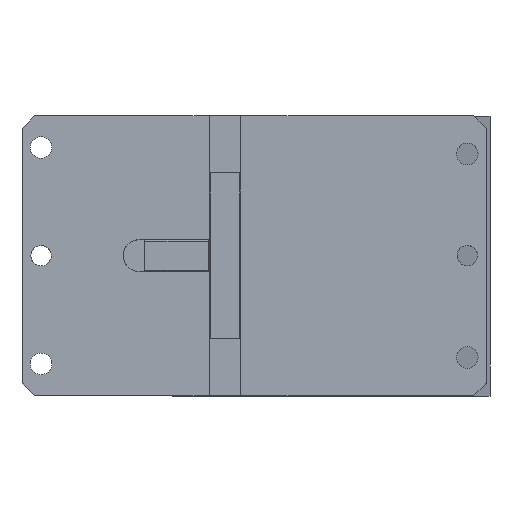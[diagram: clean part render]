
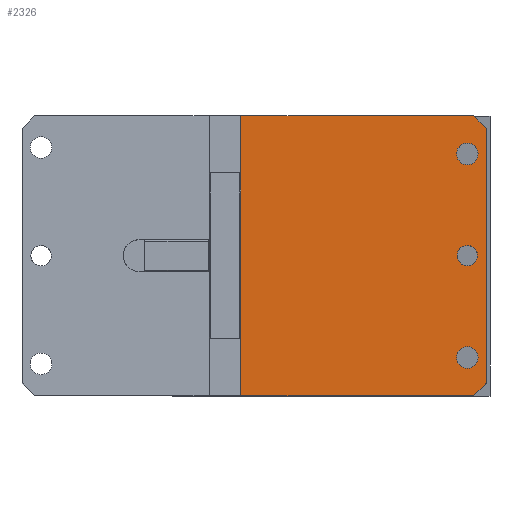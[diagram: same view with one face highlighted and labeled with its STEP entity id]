
A CAD part, top view. The second image highlights one B-rep face of the part: STEP entity #2326.
In plain terms, the highlighted planar face has unit normal (0, 0, 1).
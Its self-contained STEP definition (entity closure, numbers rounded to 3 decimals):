
#419=CARTESIAN_POINT('Axis2P3D Location',(-285.,-110.,265.)) ;
#934=CARTESIAN_POINT('Vertex',(-113.,110.,265.)) ;
#937=CARTESIAN_POINT('Line Origine',(-21.5,110.,265.)) ;
#941=CARTESIAN_POINT('Vertex',(70.,110.,265.)) ;
#1072=CARTESIAN_POINT('Vertex',(70.,-110.,265.)) ;
#1075=CARTESIAN_POINT('Line Origine',(-21.5,-110.,265.)) ;
#1079=CARTESIAN_POINT('Vertex',(-113.,-110.,265.)) ;
#2158=CARTESIAN_POINT('Vertex',(-113.,65.,265.)) ;
#2161=CARTESIAN_POINT('Line Origine',(-113.,87.5,265.)) ;
#2173=CARTESIAN_POINT('Line Origine',(-113.,64.4,265.)) ;
#2177=CARTESIAN_POINT('Vertex',(-113.,63.8,265.)) ;
#2180=CARTESIAN_POINT('Line Origine',(-113.,0.,265.)) ;
#2184=CARTESIAN_POINT('Vertex',(-113.,-63.8,265.)) ;
#2187=CARTESIAN_POINT('Line Origine',(-113.,-64.4,265.)) ;
#2191=CARTESIAN_POINT('Vertex',(-113.,-65.,265.)) ;
#2194=CARTESIAN_POINT('Line Origine',(-113.,-87.5,265.)) ;
#2199=CARTESIAN_POINT('Line Origine',(75.,-105.,265.)) ;
#2203=CARTESIAN_POINT('Vertex',(80.,-100.,265.)) ;
#2206=CARTESIAN_POINT('Line Origine',(80.,0.,265.)) ;
#2210=CARTESIAN_POINT('Vertex',(80.,100.,265.)) ;
#2213=CARTESIAN_POINT('Line Origine',(75.,105.,265.)) ;
#2231=CARTESIAN_POINT('Control Point',(65.,8.,265.)) ;
#2232=CARTESIAN_POINT('Control Point',(64.169,8.,265.)) ;
#2233=CARTESIAN_POINT('Control Point',(63.337,7.892,265.)) ;
#2234=CARTESIAN_POINT('Control Point',(62.525,7.676,265.)) ;
#2235=CARTESIAN_POINT('Control Point',(60.974,7.038,265.)) ;
#2236=CARTESIAN_POINT('Control Point',(59.638,6.025,265.)) ;
#2237=CARTESIAN_POINT('Control Point',(59.04,5.434,265.)) ;
#2238=CARTESIAN_POINT('Control Point',(58.011,4.11,265.)) ;
#2239=CARTESIAN_POINT('Control Point',(57.354,2.567,265.)) ;
#2240=CARTESIAN_POINT('Control Point',(57.128,1.757,265.)) ;
#2241=CARTESIAN_POINT('Control Point',(56.893,0.097,265.)) ;
#2242=CARTESIAN_POINT('Control Point',(57.089,-1.568,265.)) ;
#2243=CARTESIAN_POINT('Control Point',(57.295,-2.384,265.)) ;
#2244=CARTESIAN_POINT('Control Point',(57.915,-3.942,265.)) ;
#2245=CARTESIAN_POINT('Control Point',(58.912,-5.29,265.)) ;
#2246=CARTESIAN_POINT('Control Point',(59.496,-5.895,265.)) ;
#2247=CARTESIAN_POINT('Control Point',(60.807,-6.94,265.)) ;
#2248=CARTESIAN_POINT('Control Point',(62.342,-7.615,265.)) ;
#2249=CARTESIAN_POINT('Control Point',(63.149,-7.85,265.)) ;
#2250=CARTESIAN_POINT('Control Point',(64.016,-7.984,265.)) ;
#2251=CARTESIAN_POINT('Control Point',(64.885,-7.999,265.)) ;
#2252=CARTESIAN_POINT('Control Point',(64.924,-8.,265.)) ;
#2253=CARTESIAN_POINT('Control Point',(64.962,-8.,265.)) ;
#2254=CARTESIAN_POINT('Control Point',(65.,-8.,265.)) ;
#2255=CARTESIAN_POINT('Vertex',(65.,8.,265.)) ;
#2257=CARTESIAN_POINT('Vertex',(65.,-8.,265.)) ;
#2261=CARTESIAN_POINT('Control Point',(65.,-8.,265.)) ;
#2262=CARTESIAN_POINT('Control Point',(65.831,-8.,265.)) ;
#2263=CARTESIAN_POINT('Control Point',(66.663,-7.892,265.)) ;
#2264=CARTESIAN_POINT('Control Point',(67.475,-7.676,265.)) ;
#2265=CARTESIAN_POINT('Control Point',(69.026,-7.038,265.)) ;
#2266=CARTESIAN_POINT('Control Point',(70.362,-6.025,265.)) ;
#2267=CARTESIAN_POINT('Control Point',(70.96,-5.434,265.)) ;
#2268=CARTESIAN_POINT('Control Point',(71.989,-4.11,265.)) ;
#2269=CARTESIAN_POINT('Control Point',(72.646,-2.567,265.)) ;
#2270=CARTESIAN_POINT('Control Point',(72.872,-1.757,265.)) ;
#2271=CARTESIAN_POINT('Control Point',(73.107,-0.097,265.)) ;
#2272=CARTESIAN_POINT('Control Point',(72.911,1.568,265.)) ;
#2273=CARTESIAN_POINT('Control Point',(72.705,2.384,265.)) ;
#2274=CARTESIAN_POINT('Control Point',(72.085,3.942,265.)) ;
#2275=CARTESIAN_POINT('Control Point',(71.088,5.29,265.)) ;
#2276=CARTESIAN_POINT('Control Point',(70.504,5.895,265.)) ;
#2277=CARTESIAN_POINT('Control Point',(69.193,6.94,265.)) ;
#2278=CARTESIAN_POINT('Control Point',(67.658,7.615,265.)) ;
#2279=CARTESIAN_POINT('Control Point',(66.851,7.85,265.)) ;
#2280=CARTESIAN_POINT('Control Point',(65.984,7.984,265.)) ;
#2281=CARTESIAN_POINT('Control Point',(65.115,7.999,265.)) ;
#2282=CARTESIAN_POINT('Control Point',(65.076,8.,265.)) ;
#2283=CARTESIAN_POINT('Control Point',(65.038,8.,265.)) ;
#2284=CARTESIAN_POINT('Control Point',(65.,8.,265.)) ;
#2290=CARTESIAN_POINT('Axis2P3D Location',(65.,80.,265.)) ;
#2294=CARTESIAN_POINT('Vertex',(65.,88.5,265.)) ;
#2296=CARTESIAN_POINT('Vertex',(65.,71.5,265.)) ;
#2299=CARTESIAN_POINT('Axis2P3D Location',(65.,80.,265.)) ;
#2308=CARTESIAN_POINT('Axis2P3D Location',(65.,-80.,265.)) ;
#2312=CARTESIAN_POINT('Vertex',(65.,-71.5,265.)) ;
#2314=CARTESIAN_POINT('Vertex',(65.,-88.5,265.)) ;
#2317=CARTESIAN_POINT('Axis2P3D Location',(65.,-80.,265.)) ;
#420=DIRECTION('Axis2P3D Direction',(0.,0.,-1.)) ;
#421=DIRECTION('Axis2P3D XDirection',(0.,1.,0.)) ;
#938=DIRECTION('Vector Direction',(-1.,0.,0.)) ;
#1076=DIRECTION('Vector Direction',(-1.,0.,0.)) ;
#2162=DIRECTION('Vector Direction',(0.,1.,0.)) ;
#2174=DIRECTION('Vector Direction',(0.,1.,0.)) ;
#2181=DIRECTION('Vector Direction',(0.,1.,0.)) ;
#2188=DIRECTION('Vector Direction',(0.,1.,0.)) ;
#2195=DIRECTION('Vector Direction',(0.,1.,0.)) ;
#2200=DIRECTION('Vector Direction',(0.707,0.707,0.)) ;
#2207=DIRECTION('Vector Direction',(0.,1.,0.)) ;
#2214=DIRECTION('Vector Direction',(-0.707,0.707,0.)) ;
#2291=DIRECTION('Axis2P3D Direction',(0.,0.,-1.)) ;
#2300=DIRECTION('Axis2P3D Direction',(0.,0.,-1.)) ;
#2309=DIRECTION('Axis2P3D Direction',(0.,0.,-1.)) ;
#2318=DIRECTION('Axis2P3D Direction',(0.,0.,-1.)) ;
#422=AXIS2_PLACEMENT_3D('Plane Axis2P3D',#419,#420,#421) ;
#2292=AXIS2_PLACEMENT_3D('Circle Axis2P3D',#2290,#2291,$) ;
#2301=AXIS2_PLACEMENT_3D('Circle Axis2P3D',#2299,#2300,$) ;
#2310=AXIS2_PLACEMENT_3D('Circle Axis2P3D',#2308,#2309,$) ;
#2319=AXIS2_PLACEMENT_3D('Circle Axis2P3D',#2317,#2318,$) ;
#2219=ORIENTED_EDGE('',*,*,#943,.T.) ;
#2220=ORIENTED_EDGE('',*,*,#2165,.F.) ;
#2221=ORIENTED_EDGE('',*,*,#2179,.T.) ;
#2222=ORIENTED_EDGE('',*,*,#2186,.F.) ;
#2223=ORIENTED_EDGE('',*,*,#2193,.T.) ;
#2224=ORIENTED_EDGE('',*,*,#2198,.F.) ;
#2225=ORIENTED_EDGE('',*,*,#1081,.F.) ;
#2226=ORIENTED_EDGE('',*,*,#2205,.T.) ;
#2227=ORIENTED_EDGE('',*,*,#2212,.T.) ;
#2228=ORIENTED_EDGE('',*,*,#2217,.T.) ;
#2287=ORIENTED_EDGE('',*,*,#2259,.F.) ;
#2288=ORIENTED_EDGE('',*,*,#2285,.F.) ;
#2305=ORIENTED_EDGE('',*,*,#2298,.T.) ;
#2306=ORIENTED_EDGE('',*,*,#2303,.T.) ;
#2323=ORIENTED_EDGE('',*,*,#2316,.T.) ;
#2324=ORIENTED_EDGE('',*,*,#2321,.T.) ;
#2289=FACE_BOUND('',#2286,.T.) ;
#2307=FACE_BOUND('',#2304,.T.) ;
#2325=FACE_BOUND('',#2322,.T.) ;
#939=VECTOR('Line Direction',#938,1.) ;
#1077=VECTOR('Line Direction',#1076,1.) ;
#2163=VECTOR('Line Direction',#2162,1.) ;
#2175=VECTOR('Line Direction',#2174,1.) ;
#2182=VECTOR('Line Direction',#2181,1.) ;
#2189=VECTOR('Line Direction',#2188,1.) ;
#2196=VECTOR('Line Direction',#2195,1.) ;
#2201=VECTOR('Line Direction',#2200,1.) ;
#2208=VECTOR('Line Direction',#2207,1.) ;
#2215=VECTOR('Line Direction',#2214,1.) ;
#2326=ADVANCED_FACE('CAM HOLDER',(#2229,#2289,#2307,#2325),#423,.F.) ;
#2230=B_SPLINE_CURVE_WITH_KNOTS('',5,(#2231,#2232,#2233,#2234,#2235,#2236,#2237,#2238,#2239,#2240,#2241,#2242,#2243,#2244,#2245,#2246,#2247,#2248,#2249,#2250,#2251,#2252,#2253,#2254),.UNSPECIFIED.,.F.,.U.,(6,3,3,3,3,3,3,6),(0.,5.879,11.757,17.636,23.515,29.393,35.272,35.543),.UNSPECIFIED.) ;
#2260=B_SPLINE_CURVE_WITH_KNOTS('',5,(#2261,#2262,#2263,#2264,#2265,#2266,#2267,#2268,#2269,#2270,#2271,#2272,#2273,#2274,#2275,#2276,#2277,#2278,#2279,#2280,#2281,#2282,#2283,#2284),.UNSPECIFIED.,.F.,.U.,(6,3,3,3,3,3,3,6),(0.,5.879,11.757,17.636,23.515,29.393,35.272,35.543),.UNSPECIFIED.) ;
#2293=CIRCLE('generated circle',#2292,8.5) ;
#2302=CIRCLE('generated circle',#2301,8.5) ;
#2311=CIRCLE('generated circle',#2310,8.5) ;
#2320=CIRCLE('generated circle',#2319,8.5) ;
#943=EDGE_CURVE('',#942,#935,#940,.T.) ;
#1081=EDGE_CURVE('',#1073,#1080,#1078,.T.) ;
#2165=EDGE_CURVE('',#2159,#935,#2164,.T.) ;
#2179=EDGE_CURVE('',#2159,#2178,#2176,.F.) ;
#2186=EDGE_CURVE('',#2185,#2178,#2183,.T.) ;
#2193=EDGE_CURVE('',#2185,#2192,#2190,.F.) ;
#2198=EDGE_CURVE('',#1080,#2192,#2197,.T.) ;
#2205=EDGE_CURVE('',#1073,#2204,#2202,.T.) ;
#2212=EDGE_CURVE('',#2204,#2211,#2209,.T.) ;
#2217=EDGE_CURVE('',#2211,#942,#2216,.T.) ;
#2259=EDGE_CURVE('',#2256,#2258,#2230,.T.) ;
#2285=EDGE_CURVE('',#2258,#2256,#2260,.T.) ;
#2298=EDGE_CURVE('',#2295,#2297,#2293,.T.) ;
#2303=EDGE_CURVE('',#2297,#2295,#2302,.T.) ;
#2316=EDGE_CURVE('',#2313,#2315,#2311,.T.) ;
#2321=EDGE_CURVE('',#2315,#2313,#2320,.T.) ;
#2218=EDGE_LOOP('',(#2219,#2220,#2221,#2222,#2223,#2224,#2225,#2226,#2227,#2228)) ;
#2286=EDGE_LOOP('',(#2287,#2288)) ;
#2304=EDGE_LOOP('',(#2305,#2306)) ;
#2322=EDGE_LOOP('',(#2323,#2324)) ;
#2229=FACE_OUTER_BOUND('',#2218,.T.) ;
#940=LINE('Line',#937,#939) ;
#1078=LINE('Line',#1075,#1077) ;
#2164=LINE('Line',#2161,#2163) ;
#2176=LINE('Line',#2173,#2175) ;
#2183=LINE('Line',#2180,#2182) ;
#2190=LINE('Line',#2187,#2189) ;
#2197=LINE('Line',#2194,#2196) ;
#2202=LINE('Line',#2199,#2201) ;
#2209=LINE('Line',#2206,#2208) ;
#2216=LINE('Line',#2213,#2215) ;
#423=PLANE('Plane',#422) ;
#935=VERTEX_POINT('',#934) ;
#942=VERTEX_POINT('',#941) ;
#1073=VERTEX_POINT('',#1072) ;
#1080=VERTEX_POINT('',#1079) ;
#2159=VERTEX_POINT('',#2158) ;
#2178=VERTEX_POINT('',#2177) ;
#2185=VERTEX_POINT('',#2184) ;
#2192=VERTEX_POINT('',#2191) ;
#2204=VERTEX_POINT('',#2203) ;
#2211=VERTEX_POINT('',#2210) ;
#2256=VERTEX_POINT('',#2255) ;
#2258=VERTEX_POINT('',#2257) ;
#2295=VERTEX_POINT('',#2294) ;
#2297=VERTEX_POINT('',#2296) ;
#2313=VERTEX_POINT('',#2312) ;
#2315=VERTEX_POINT('',#2314) ;
